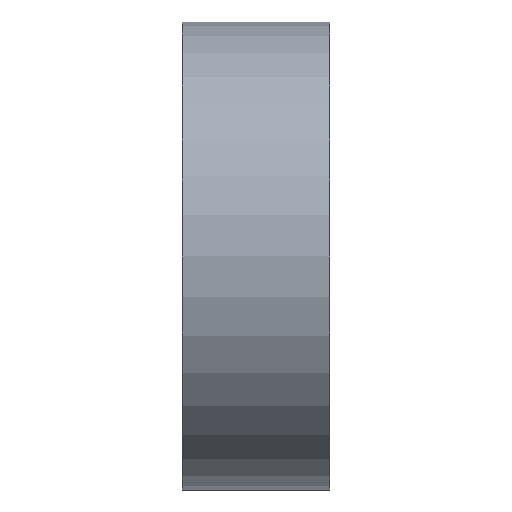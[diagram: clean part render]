
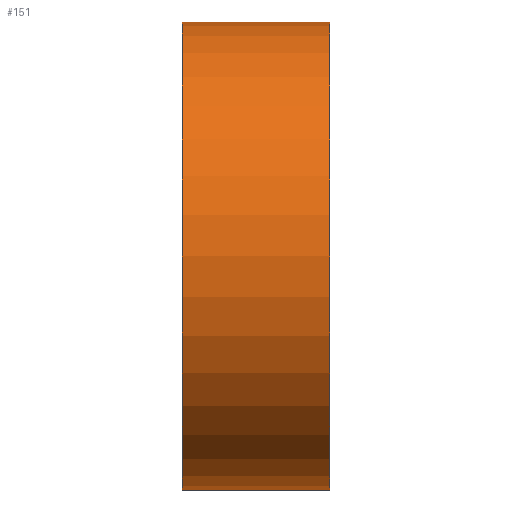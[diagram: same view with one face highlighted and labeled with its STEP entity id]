
A CAD part, front view. The second image highlights one B-rep face of the part: STEP entity #151.
In plain terms, the highlighted cylindrical face has radius 17.5 mm (diameter 35 mm), a full revolution.
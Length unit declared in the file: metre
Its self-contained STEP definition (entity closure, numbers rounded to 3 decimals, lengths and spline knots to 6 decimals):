
#22=CYLINDRICAL_SURFACE('',#179,0.0175);
#30=ORIENTED_EDGE('',*,*,#56,.T.);
#31=ORIENTED_EDGE('',*,*,#54,.F.);
#54=EDGE_CURVE('',#67,#67,#80,.T.);
#56=EDGE_CURVE('',#69,#69,#82,.T.);
#67=VERTEX_POINT('',#259);
#69=VERTEX_POINT('',#264);
#80=CIRCLE('',#177,0.0175);
#82=CIRCLE('',#180,0.0175);
#95=EDGE_LOOP('',(#30));
#96=EDGE_LOOP('',(#31));
#121=FACE_BOUND('',#95,.T.);
#122=FACE_BOUND('',#96,.T.);
#151=ADVANCED_FACE('',(#121,#122),#22,.T.);
#177=AXIS2_PLACEMENT_3D('',#258,#206,#207);
#179=AXIS2_PLACEMENT_3D('',#262,#210,#211);
#180=AXIS2_PLACEMENT_3D('',#263,#212,#213);
#206=DIRECTION('',(1.,0.,0.));
#207=DIRECTION('',(0.,0.,-1.));
#210=DIRECTION('',(1.,0.,0.));
#211=DIRECTION('',(0.,0.,-1.));
#212=DIRECTION('',(1.,0.,0.));
#213=DIRECTION('',(0.,0.,-1.));
#258=CARTESIAN_POINT('',(0.0055,0.,0.));
#259=CARTESIAN_POINT('',(0.0055,0.,-0.0175));
#262=CARTESIAN_POINT('',(0.002212,0.,0.));
#263=CARTESIAN_POINT('',(-0.0055,0.,0.));
#264=CARTESIAN_POINT('',(-0.0055,0.,-0.0175));
